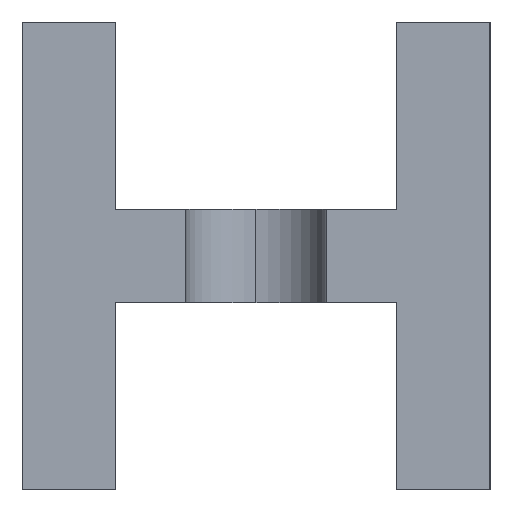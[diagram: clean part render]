
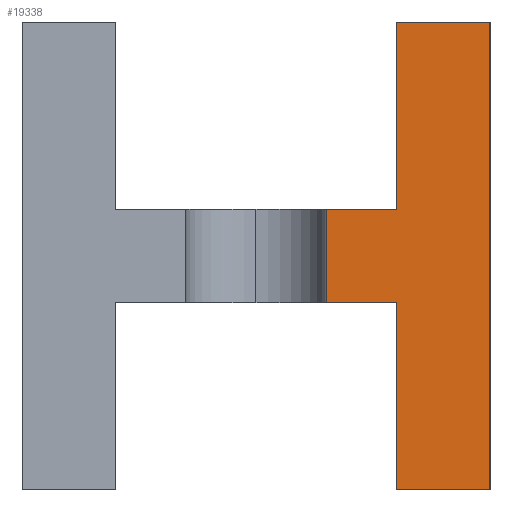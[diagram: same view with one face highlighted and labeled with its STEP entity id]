
A CAD part, left-side view. The second image highlights one B-rep face of the part: STEP entity #19338.
In plain terms, the highlighted planar face has unit normal (-1, 0, 0).
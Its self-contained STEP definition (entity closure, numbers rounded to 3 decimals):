
#148 = DIRECTION ( 'NONE',  ( 0., -1., 0. ) ) ;
#325 = VERTEX_POINT ( 'NONE', #13092 ) ;
#470 = DIRECTION ( 'NONE',  ( 0., 0., -1. ) ) ;
#629 = FACE_OUTER_BOUND ( 'NONE', #15452, .T. ) ;
#742 = VECTOR ( 'NONE', #14740, 1000. ) ;
#771 = CARTESIAN_POINT ( 'NONE',  ( 0., 3.5, 4. ) ) ;
#1141 = ORIENTED_EDGE ( 'NONE', *, *, #14433, .F. ) ;
#1284 = CARTESIAN_POINT ( 'NONE',  ( 0., 0., 10. ) ) ;
#1467 = ORIENTED_EDGE ( 'NONE', *, *, #17272, .F. ) ;
#2045 = DIRECTION ( 'NONE',  ( 0., 1., 0. ) ) ;
#2541 = DIRECTION ( 'NONE',  ( 0., 0., 1. ) ) ;
#2889 = EDGE_CURVE ( 'NONE', #8855, #14345, #5508, .T. ) ;
#3105 = VECTOR ( 'NONE', #470, 1000. ) ;
#3508 = CARTESIAN_POINT ( 'NONE',  ( 0., 2., 10. ) ) ;
#3697 = VECTOR ( 'NONE', #19681, 1000. ) ;
#4124 = DIRECTION ( 'NONE',  ( 0., 0., 1. ) ) ;
#4436 = VECTOR ( 'NONE', #14953, 1000. ) ;
#4463 = CARTESIAN_POINT ( 'NONE',  ( 0., 0., 0. ) ) ;
#4471 = LINE ( 'NONE', #22933, #18477 ) ;
#5508 = LINE ( 'NONE', #12824, #10578 ) ;
#5543 = VERTEX_POINT ( 'NONE', #4463 ) ;
#5950 = VECTOR ( 'NONE', #2541, 1000. ) ;
#5974 = CARTESIAN_POINT ( 'NONE',  ( 0., 0., 0. ) ) ;
#6092 = EDGE_CURVE ( 'NONE', #8954, #12850, #9508, .T. ) ;
#8289 = ORIENTED_EDGE ( 'NONE', *, *, #17618, .F. ) ;
#8746 = LINE ( 'NONE', #12016, #3697 ) ;
#8855 = VERTEX_POINT ( 'NONE', #9057 ) ;
#8954 = VERTEX_POINT ( 'NONE', #3508 ) ;
#9057 = CARTESIAN_POINT ( 'NONE',  ( 0., 2., 4. ) ) ;
#9173 = ORIENTED_EDGE ( 'NONE', *, *, #19958, .F. ) ;
#9508 = LINE ( 'NONE', #15109, #4436 ) ;
#9647 = CARTESIAN_POINT ( 'NONE',  ( 0., 2., 6. ) ) ;
#10123 = CARTESIAN_POINT ( 'NONE',  ( 0., 2., 4. ) ) ;
#10275 = CARTESIAN_POINT ( 'NONE',  ( 0., 2., 6. ) ) ;
#10578 = VECTOR ( 'NONE', #12572, 1000. ) ;
#10994 = LINE ( 'NONE', #10123, #5950 ) ;
#12016 = CARTESIAN_POINT ( 'NONE',  ( 0., 2., 10. ) ) ;
#12572 = DIRECTION ( 'NONE',  ( 0., 1., 0. ) ) ;
#12822 = CARTESIAN_POINT ( 'NONE',  ( 0., 3.5, 4. ) ) ;
#12824 = CARTESIAN_POINT ( 'NONE',  ( 0., 8., 4. ) ) ;
#12850 = VERTEX_POINT ( 'NONE', #1284 ) ;
#13092 = CARTESIAN_POINT ( 'NONE',  ( 0., 3.5, 6. ) ) ;
#13595 = EDGE_CURVE ( 'NONE', #325, #14651, #13785, .T. ) ;
#13785 = LINE ( 'NONE', #9647, #18243 ) ;
#13819 = CARTESIAN_POINT ( 'NONE',  ( 0., 0., 0. ) ) ;
#14025 = CARTESIAN_POINT ( 'NONE',  ( 0., 2., 0. ) ) ;
#14345 = VERTEX_POINT ( 'NONE', #771 ) ;
#14433 = EDGE_CURVE ( 'NONE', #5543, #23563, #4471, .T. ) ;
#14651 = VERTEX_POINT ( 'NONE', #10275 ) ;
#14740 = DIRECTION ( 'NONE',  ( 0., 0., 1. ) ) ;
#14953 = DIRECTION ( 'NONE',  ( 0., -1., 0. ) ) ;
#15109 = CARTESIAN_POINT ( 'NONE',  ( 0., 0., 10. ) ) ;
#15452 = EDGE_LOOP ( 'NONE', ( #1467, #19932, #17568, #1141, #8289, #16644, #9173, #17541 ) ) ;
#15555 = DIRECTION ( 'NONE',  ( -1., 0., 0. ) ) ;
#15959 = LINE ( 'NONE', #12822, #742 ) ;
#16644 = ORIENTED_EDGE ( 'NONE', *, *, #6092, .F. ) ;
#17272 = EDGE_CURVE ( 'NONE', #14345, #325, #15959, .T. ) ;
#17541 = ORIENTED_EDGE ( 'NONE', *, *, #13595, .F. ) ;
#17568 = ORIENTED_EDGE ( 'NONE', *, *, #22331, .F. ) ;
#17618 = EDGE_CURVE ( 'NONE', #12850, #5543, #22762, .T. ) ;
#18243 = VECTOR ( 'NONE', #148, 1000. ) ;
#18477 = VECTOR ( 'NONE', #2045, 1000. ) ;
#19338 = ADVANCED_FACE ( 'NONE', ( #629 ), #21199, .T. ) ;
#19660 = AXIS2_PLACEMENT_3D ( 'NONE', #5974, #15555, #4124 ) ;
#19681 = DIRECTION ( 'NONE',  ( 0., 0., 1. ) ) ;
#19932 = ORIENTED_EDGE ( 'NONE', *, *, #2889, .F. ) ;
#19958 = EDGE_CURVE ( 'NONE', #14651, #8954, #8746, .T. ) ;
#21199 = PLANE ( 'NONE',  #19660 ) ;
#22331 = EDGE_CURVE ( 'NONE', #23563, #8855, #10994, .T. ) ;
#22762 = LINE ( 'NONE', #13819, #3105 ) ;
#22933 = CARTESIAN_POINT ( 'NONE',  ( 0., 2., 0. ) ) ;
#23563 = VERTEX_POINT ( 'NONE', #14025 ) ;
